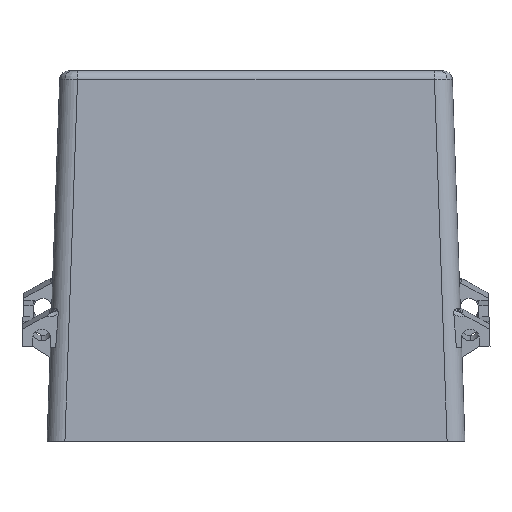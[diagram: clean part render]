
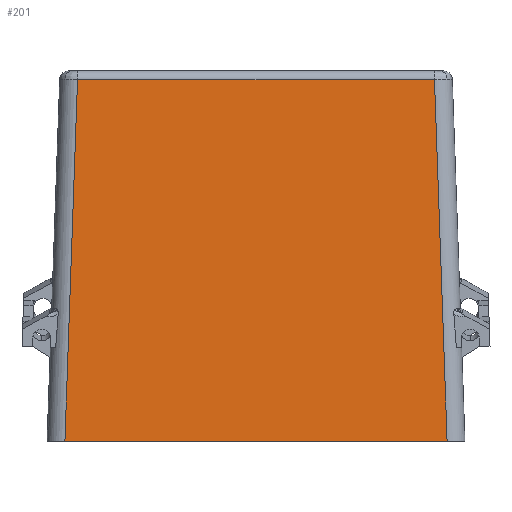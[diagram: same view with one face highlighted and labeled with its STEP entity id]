
A CAD part, left-side view. The second image highlights one B-rep face of the part: STEP entity #201.
In plain terms, the highlighted planar face has unit normal (-0.999, 0, 0.035).
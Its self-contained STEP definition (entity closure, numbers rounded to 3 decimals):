
#201 = ADVANCED_FACE ( 'NONE', ( #4305 ), #5927, .T. ) ;
#621 = VERTEX_POINT ( 'NONE', #8376 ) ;
#717 = EDGE_LOOP ( 'NONE', ( #1788, #1789, #1790, #1791 ) ) ;
#849 = VERTEX_POINT ( 'NONE', #8545 ) ;
#1240 = EDGE_CURVE ( 'NONE', #849, #621, #7738, .T. ) ;
#1340 = EDGE_CURVE ( 'NONE', #1562, #849, #7916, .T. ) ;
#1433 = EDGE_CURVE ( 'NONE', #621, #2464, #8005, .T. ) ;
#1434 = EDGE_CURVE ( 'NONE', #2464, #1562, #8004, .T. ) ;
#1562 = VERTEX_POINT ( 'NONE', #9537 ) ;
#1788 = ORIENTED_EDGE ( 'NONE', *, *, #1240, .T. ) ;
#1789 = ORIENTED_EDGE ( 'NONE', *, *, #1433, .T. ) ;
#1790 = ORIENTED_EDGE ( 'NONE', *, *, #1434, .T. ) ;
#1791 = ORIENTED_EDGE ( 'NONE', *, *, #1340, .T. ) ;
#2464 = VERTEX_POINT ( 'NONE', #10865 ) ;
#4305 = FACE_OUTER_BOUND ( 'NONE', #717, .T. ) ;
#5926 = CARTESIAN_POINT ( 'NONE',  ( -28.5, 46.8, -41.45 ) ) ;
#5927 = PLANE ( 'NONE',  #5948 ) ;
#5940 = DIRECTION ( 'NONE',  ( -0.999, 0., 0.035 ) ) ;
#5941 = DIRECTION ( 'NONE',  ( 0.035, 0., 0.999 ) ) ;
#5948 = AXIS2_PLACEMENT_3D ( 'NONE', #5926, #5940, #5941 ) ;
#7738 = LINE ( 'NONE', #8824, #7740 ) ;
#7740 = VECTOR ( 'NONE', #8826, 1000. ) ;
#7913 = VECTOR ( 'NONE', #9048, 1000. ) ;
#7916 = LINE ( 'NONE', #9047, #7913 ) ;
#8004 = LINE ( 'NONE', #9445, #8008 ) ;
#8005 = LINE ( 'NONE', #9443, #8006 ) ;
#8006 = VECTOR ( 'NONE', #9444, 1000. ) ;
#8008 = VECTOR ( 'NONE', #9446, 1000. ) ;
#8376 = CARTESIAN_POINT ( 'NONE',  ( -25.672, -39.975, 39.52 ) ) ;
#8545 = CARTESIAN_POINT ( 'NONE',  ( -28.5, -42.802, -41.45 ) ) ;
#8824 = CARTESIAN_POINT ( 'NONE',  ( -28.391, -42.693, -38.329 ) ) ;
#8826 = DIRECTION ( 'NONE',  ( 0.035, 0.035, 0.999 ) ) ;
#9047 = CARTESIAN_POINT ( 'NONE',  ( -28.5, 46.8, -41.45 ) ) ;
#9048 = DIRECTION ( 'NONE',  ( 0., -1., 0. ) ) ;
#9443 = CARTESIAN_POINT ( 'NONE',  ( -25.672, 39.908, 39.52 ) ) ;
#9444 = DIRECTION ( 'NONE',  ( 0., 1., 0. ) ) ;
#9445 = CARTESIAN_POINT ( 'NONE',  ( -28.505, 42.807, -41.589 ) ) ;
#9446 = DIRECTION ( 'NONE',  ( -0.035, 0.035, -0.999 ) ) ;
#9537 = CARTESIAN_POINT ( 'NONE',  ( -28.5, 42.802, -41.45 ) ) ;
#10865 = CARTESIAN_POINT ( 'NONE',  ( -25.672, 39.975, 39.52 ) ) ;
